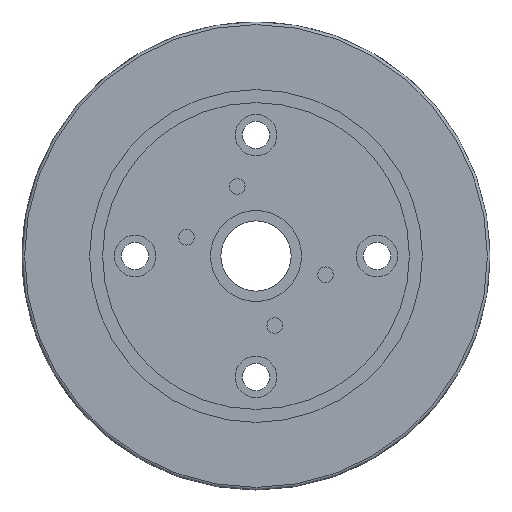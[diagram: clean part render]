
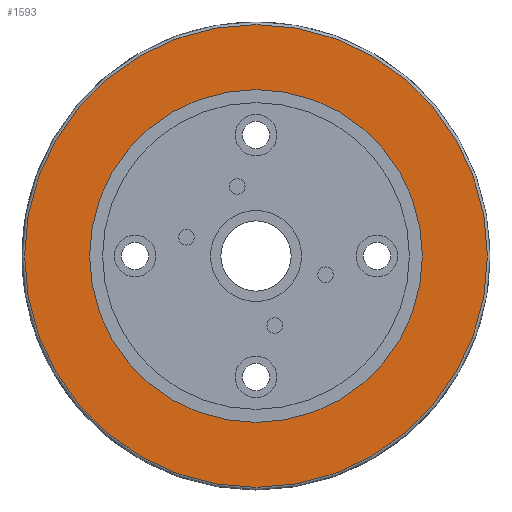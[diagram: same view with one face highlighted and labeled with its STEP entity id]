
A CAD part, front view. The second image highlights one B-rep face of the part: STEP entity #1593.
In plain terms, the highlighted planar face has unit normal (0, -1, 0).
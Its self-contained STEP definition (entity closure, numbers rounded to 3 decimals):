
#16=FACE_BOUND('',#395,.T.);
#86=PLANE('',#1748);
#161=CIRCLE('',#1745,89.);
#163=CIRCLE('',#1749,64.);
#288=FACE_OUTER_BOUND('',#394,.T.);
#394=EDGE_LOOP('',(#1375));
#395=EDGE_LOOP('',(#1376));
#735=VERTEX_POINT('',#5741);
#736=VERTEX_POINT('',#5748);
#952=EDGE_CURVE('',#735,#735,#161,.T.);
#955=EDGE_CURVE('',#736,#736,#163,.T.);
#1375=ORIENTED_EDGE('',*,*,#952,.F.);
#1376=ORIENTED_EDGE('',*,*,#955,.T.);
#1593=ADVANCED_FACE('',(#288,#16),#86,.F.);
#1745=AXIS2_PLACEMENT_3D('',#5743,#2045,#2046);
#1748=AXIS2_PLACEMENT_3D('',#5747,#2052,#2053);
#1749=AXIS2_PLACEMENT_3D('',#5749,#2054,#2055);
#2045=DIRECTION('center_axis',(0.,1.,0.));
#2046=DIRECTION('ref_axis',(1.,0.,0.));
#2052=DIRECTION('center_axis',(0.,1.,0.));
#2053=DIRECTION('ref_axis',(1.,0.,0.));
#2054=DIRECTION('center_axis',(0.,1.,0.));
#2055=DIRECTION('ref_axis',(1.,0.,0.));
#5741=CARTESIAN_POINT('',(0.,0.,-89.));
#5743=CARTESIAN_POINT('Origin',(0.,0.,0.));
#5747=CARTESIAN_POINT('Origin',(0.,0.,0.));
#5748=CARTESIAN_POINT('',(-64.,0.,0.));
#5749=CARTESIAN_POINT('Origin',(0.,0.,0.));
